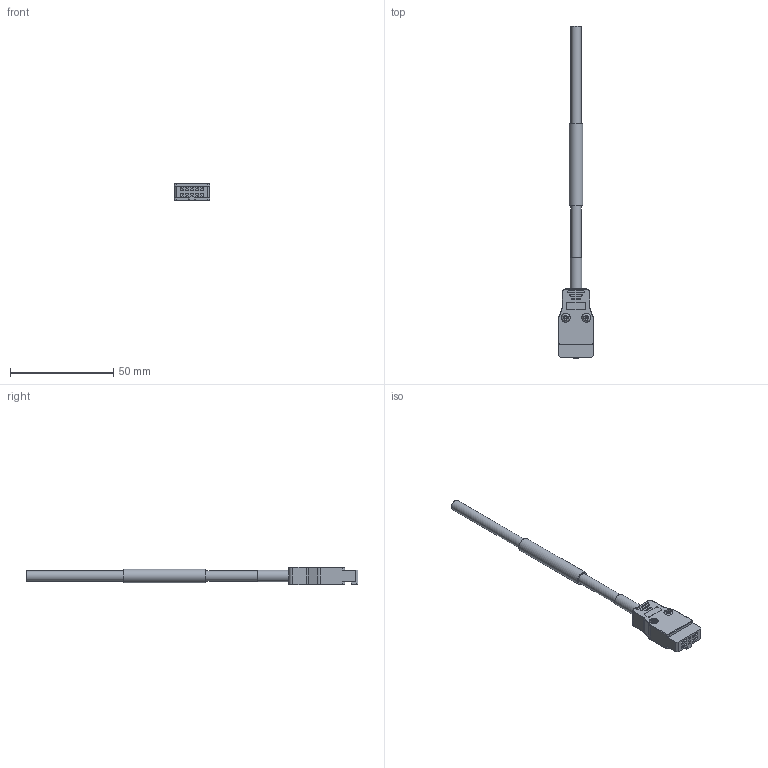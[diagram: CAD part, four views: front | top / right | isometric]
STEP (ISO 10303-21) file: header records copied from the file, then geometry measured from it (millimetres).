
FILE_DESCRIPTION(/* description */ (''),/* implementation_level */ '2;1');
FILE_NAME(/* name */ 'DX210-1DS.stp',/* time_stamp */ '2020-07-08T13:47:18+08:00',/* author */ (''),/* organization */ (''),/* preprocessor_version */ 'ST-DEVELOPER v16',/* originating_system */ 'SIEMENS PLM Software NX 11.0',/* authorisation */ '');
FILE_SCHEMA (('AUTOMOTIVE_DESIGN { 1 0 10303 214 3 1 1 1 }'));
Length unit declared in the file: millimetre
Products named in the file (1): DX210-1DS
Bounding box: 17.3 x 160.5 x 8.6 mm (x, y, z)
Volume: 7342.3 mm3; surface area: 4400.6 mm2
Topology: 1 solids, 1 shells, 302 faces, 726 edges, 458 vertices
Faces by surface type: plane 184, cylinder 70, bspline 26, torus 18, cone 4
Full cylindrical faces by diameter (mm): 2.5 x2, 4 x2, 4.4 x2, 5 x2, 5.6 x1, 6.6 x1
Entity records: 9352 total; most frequent: CARTESIAN_POINT 2499, ORIENTED_EDGE 1408, DIRECTION 1356, EDGE_CURVE 704, AXIS2_PLACEMENT_3D 455, VERTEX_POINT 454, LINE 446, VECTOR 446
